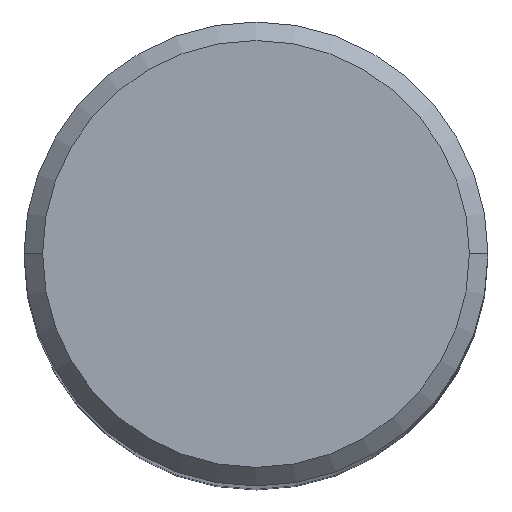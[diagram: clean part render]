
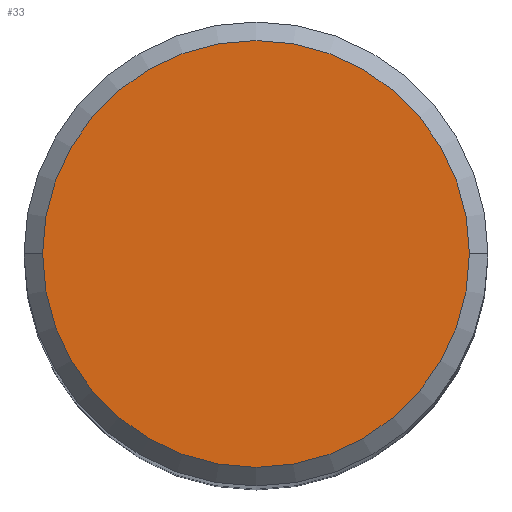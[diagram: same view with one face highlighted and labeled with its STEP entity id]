
A CAD part, top view. The second image highlights one B-rep face of the part: STEP entity #33.
In plain terms, the highlighted planar face has unit normal (0, 0, 1).
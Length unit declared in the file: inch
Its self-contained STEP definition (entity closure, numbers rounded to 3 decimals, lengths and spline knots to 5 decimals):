
#7 = DIRECTION ( 'NONE',  ( 1., 0., 0. ) ) ;
#14 = EDGE_LOOP ( 'NONE', ( #45, #219 ) ) ;
#23 = DIRECTION ( 'NONE',  ( 0., 0., 1. ) ) ;
#25 = AXIS2_PLACEMENT_3D ( 'NONE', #165, #215, #7 ) ;
#33 = ADVANCED_FACE ( 'NONE', ( #255 ), #139, .T. ) ;
#34 = CARTESIAN_POINT ( 'NONE',  ( 0., 0., 2. ) ) ;
#45 = ORIENTED_EDGE ( 'NONE', *, *, #192, .T. ) ;
#96 = EDGE_CURVE ( 'NONE', #276, #117, #237, .T. ) ;
#117 = VERTEX_POINT ( 'NONE', #286 ) ;
#139 = PLANE ( 'NONE',  #213 ) ;
#165 = CARTESIAN_POINT ( 'NONE',  ( 0., 0., 2. ) ) ;
#175 = DIRECTION ( 'NONE',  ( 1., 0., 0. ) ) ;
#179 = AXIS2_PLACEMENT_3D ( 'NONE', #34, #278, #175 ) ;
#192 = EDGE_CURVE ( 'NONE', #117, #276, #241, .T. ) ;
#206 = DIRECTION ( 'NONE',  ( 1., 0., 0. ) ) ;
#213 = AXIS2_PLACEMENT_3D ( 'NONE', #233, #23, #206 ) ;
#215 = DIRECTION ( 'NONE',  ( 0., 0., 1. ) ) ;
#219 = ORIENTED_EDGE ( 'NONE', *, *, #96, .T. ) ;
#223 = CARTESIAN_POINT ( 'NONE',  ( 0.1725, 0., 2. ) ) ;
#233 = CARTESIAN_POINT ( 'NONE',  ( 0., 0., 2. ) ) ;
#237 = CIRCLE ( 'NONE', #179, 0.1725 ) ;
#241 = CIRCLE ( 'NONE', #25, 0.1725 ) ;
#255 = FACE_OUTER_BOUND ( 'NONE', #14, .T. ) ;
#276 = VERTEX_POINT ( 'NONE', #223 ) ;
#278 = DIRECTION ( 'NONE',  ( 0., 0., 1. ) ) ;
#286 = CARTESIAN_POINT ( 'NONE',  ( -0.1725, 0., 2. ) ) ;
